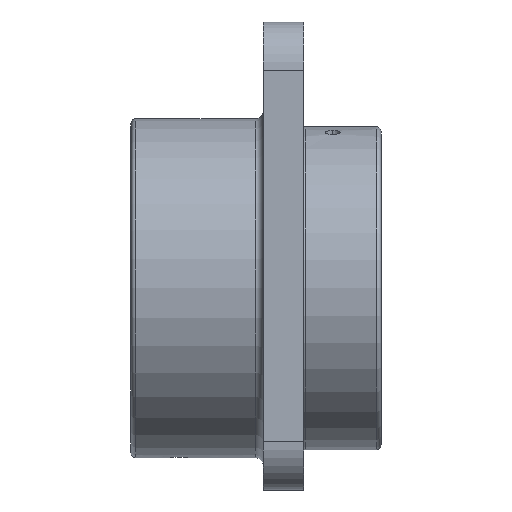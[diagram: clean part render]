
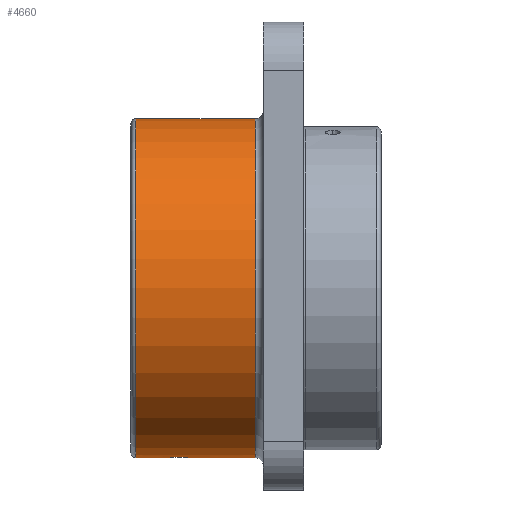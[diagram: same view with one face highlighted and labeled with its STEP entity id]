
A CAD part, left-side view. The second image highlights one B-rep face of the part: STEP entity #4660.
In plain terms, the highlighted cylindrical face has radius 105 mm (diameter 210 mm), a partial arc.
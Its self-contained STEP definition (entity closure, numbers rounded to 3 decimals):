
#16 = CYLINDRICAL_SURFACE ( 'NONE', #5249, 105. ) ;
#76 = VERTEX_POINT ( 'NONE', #1102 ) ;
#88 = CARTESIAN_POINT ( 'NONE',  ( -2.254, 57.857, -104.977 ) ) ;
#116 = CARTESIAN_POINT ( 'NONE',  ( 0., 91.5, -105. ) ) ;
#181 = CARTESIAN_POINT ( 'NONE',  ( -0.457, 57.5, -105. ) ) ;
#213 = CARTESIAN_POINT ( 'NONE',  ( 0., 57.5, -105. ) ) ;
#217 = CARTESIAN_POINT ( 'NONE',  ( -5.566, 60.23, -104.853 ) ) ;
#300 = CARTESIAN_POINT ( 'NONE',  ( -3.105, 70.79, -104.955 ) ) ;
#307 = CARTESIAN_POINT ( 'NONE',  ( 0., 71.5, -105. ) ) ;
#337 = CARTESIAN_POINT ( 'NONE',  ( -2.47, 71.054, -104.971 ) ) ;
#431 = VECTOR ( 'NONE', #2378, 1000. ) ;
#467 = CARTESIAN_POINT ( 'NONE',  ( 0., 17.5, -105. ) ) ;
#582 = CARTESIAN_POINT ( 'NONE',  ( -6.954, 63.58, -104.769 ) ) ;
#658 = LINE ( 'NONE', #4882, #1457 ) ;
#735 = CARTESIAN_POINT ( 'NONE',  ( -6.283, 67.595, -104.812 ) ) ;
#899 = DIRECTION ( 'NONE',  ( 0., 0., 1. ) ) ;
#910 = CARTESIAN_POINT ( 'NONE',  ( 0., 94.5, -105. ) ) ;
#944 = CARTESIAN_POINT ( 'NONE',  ( 0., 94.5, -105. ) ) ;
#1102 = CARTESIAN_POINT ( 'NONE',  ( 0., 17.5, 105. ) ) ;
#1111 = CARTESIAN_POINT ( 'NONE',  ( -4.623, 59.224, -104.899 ) ) ;
#1266 = CARTESIAN_POINT ( 'NONE',  ( -4.269, 70.067, -104.914 ) ) ;
#1317 = AXIS2_PLACEMENT_3D ( 'NONE', #3191, #3136, #4140 ) ;
#1356 = ORIENTED_EDGE ( 'NONE', *, *, #5511, .T. ) ;
#1382 = VERTEX_POINT ( 'NONE', #307 ) ;
#1440 = EDGE_CURVE ( 'NONE', #3464, #5911, #3135, .T. ) ;
#1457 = VECTOR ( 'NONE', #3977, 1000. ) ;
#1565 = CARTESIAN_POINT ( 'NONE',  ( -5.946, 60.799, -104.832 ) ) ;
#1598 = CARTESIAN_POINT ( 'NONE',  ( 0., 57.5, -105. ) ) ;
#1669 = ORIENTED_EDGE ( 'NONE', *, *, #2691, .F. ) ;
#1773 = CARTESIAN_POINT ( 'NONE',  ( -4.629, 69.771, -104.898 ) ) ;
#1814 = CARTESIAN_POINT ( 'NONE',  ( 0., 17.5, 0. ) ) ;
#2101 = ORIENTED_EDGE ( 'NONE', *, *, #1440, .T. ) ;
#2103 = CARTESIAN_POINT ( 'NONE',  ( -1.589, 71.321, -104.988 ) ) ;
#2150 = VERTEX_POINT ( 'NONE', #213 ) ;
#2165 = CARTESIAN_POINT ( 'NONE',  ( -6.067, 67.999, -104.825 ) ) ;
#2378 = DIRECTION ( 'NONE',  ( 0., -1., 0. ) ) ;
#2516 = CARTESIAN_POINT ( 'NONE',  ( -6.064, 60.995, -104.825 ) ) ;
#2608 = ORIENTED_EDGE ( 'NONE', *, *, #5295, .T. ) ;
#2691 = EDGE_CURVE ( 'NONE', #3464, #76, #658, .T. ) ;
#2832 = EDGE_LOOP ( 'NONE', ( #1669, #2101, #2608, #1356, #3517, #4144, #4109 ) ) ;
#2900 = CARTESIAN_POINT ( 'NONE',  ( -6.281, 61.4, -104.812 ) ) ;
#2982 = CARTESIAN_POINT ( 'NONE',  ( -5.277, 59.877, -104.868 ) ) ;
#3010 = CARTESIAN_POINT ( 'NONE',  ( -3.505, 58.436, -104.942 ) ) ;
#3098 = CARTESIAN_POINT ( 'NONE',  ( -6.478, 67.182, -104.8 ) ) ;
#3130 = CARTESIAN_POINT ( 'NONE',  ( -5.274, 69.125, -104.868 ) ) ;
#3135 = CIRCLE ( 'NONE', #1317, 105. ) ;
#3136 = DIRECTION ( 'NONE',  ( 0., -1., 0. ) ) ;
#3155 = B_SPLINE_CURVE_WITH_KNOTS ( 'NONE', 3,
 ( #5017, #4476, #3559, #2103, #3962, #5375, #337, #300, #5342, #1266, #1773, #3130, #5786, #4054, #2165, #735, #3098, #4027, #5875, #4990, #3626, #5819, #3487 ),
 .UNSPECIFIED., .F., .F.,
 ( 4, 2, 2, 2, 2, 2, 2, 2, 1, 2, 2, 4 ),
 ( 0., 0.001, 0.002, 0.003, 0.004, 0.005, 0.007, 0.008, 0.008, 0.009, 0.01, 0.011 ),
 .UNSPECIFIED. ) ;
#3162 = LINE ( 'NONE', #910, #4004 ) ;
#3184 = B_SPLINE_CURVE_WITH_KNOTS ( 'NONE', 3,
 ( #4268, #5197, #582, #3875, #4836, #5699, #2900, #2516, #1565, #217, #2982, #1111, #5261, #5289, #3010, #3462, #5315, #88, #5765, #3940, #181, #1598 ),
 .UNSPECIFIED., .F., .F.,
 ( 4, 2, 2, 2, 2, 2, 2, 2, 2, 2, 4 ),
 ( 0.011, 0.012, 0.014, 0.014, 0.015, 0.016, 0.018, 0.018, 0.019, 0.021, 0.022 ),
 .UNSPECIFIED. ) ;
#3191 = CARTESIAN_POINT ( 'NONE',  ( 0., 91.5, 0. ) ) ;
#3268 = FACE_OUTER_BOUND ( 'NONE', #2832, .T. ) ;
#3462 = CARTESIAN_POINT ( 'NONE',  ( -3.1, 58.22, -104.954 ) ) ;
#3464 = VERTEX_POINT ( 'NONE', #5132 ) ;
#3480 = EDGE_CURVE ( 'NONE', #4713, #2150, #3184, .T. ) ;
#3487 = CARTESIAN_POINT ( 'NONE',  ( -7., 64.5, -104.766 ) ) ;
#3517 = ORIENTED_EDGE ( 'NONE', *, *, #3480, .T. ) ;
#3559 = CARTESIAN_POINT ( 'NONE',  ( -0.918, 71.455, -104.997 ) ) ;
#3625 = DIRECTION ( 'NONE',  ( 0., 0., -1. ) ) ;
#3626 = CARTESIAN_POINT ( 'NONE',  ( -6.956, 65.411, -104.769 ) ) ;
#3671 = CARTESIAN_POINT ( 'NONE',  ( 0., 94.5, 0. ) ) ;
#3875 = CARTESIAN_POINT ( 'NONE',  ( -6.775, 62.682, -104.781 ) ) ;
#3940 = CARTESIAN_POINT ( 'NONE',  ( -0.921, 57.546, -104.997 ) ) ;
#3962 = CARTESIAN_POINT ( 'NONE',  ( -1.811, 71.266, -104.985 ) ) ;
#3977 = DIRECTION ( 'NONE',  ( 0., -1., 0. ) ) ;
#4004 = VECTOR ( 'NONE', #5094, 1000. ) ;
#4027 = CARTESIAN_POINT ( 'NONE',  ( -6.632, 66.752, -104.79 ) ) ;
#4054 = CARTESIAN_POINT ( 'NONE',  ( -5.948, 68.198, -104.831 ) ) ;
#4103 = VERTEX_POINT ( 'NONE', #467 ) ;
#4109 = ORIENTED_EDGE ( 'NONE', *, *, #4915, .T. ) ;
#4140 = DIRECTION ( 'NONE',  ( 0., 0., 1. ) ) ;
#4144 = ORIENTED_EDGE ( 'NONE', *, *, #4682, .T. ) ;
#4161 = CARTESIAN_POINT ( 'NONE',  ( -7., 64.5, -104.766 ) ) ;
#4268 = CARTESIAN_POINT ( 'NONE',  ( -7., 64.5, -104.766 ) ) ;
#4476 = CARTESIAN_POINT ( 'NONE',  ( -0.463, 71.5, -105. ) ) ;
#4626 = LINE ( 'NONE', #944, #431 ) ;
#4660 = ADVANCED_FACE ( 'NONE', ( #3268 ), #16, .T. ) ;
#4682 = EDGE_CURVE ( 'NONE', #2150, #4103, #3162, .T. ) ;
#4713 = VERTEX_POINT ( 'NONE', #4161 ) ;
#4836 = CARTESIAN_POINT ( 'NONE',  ( -6.643, 62.246, -104.79 ) ) ;
#4882 = CARTESIAN_POINT ( 'NONE',  ( 0., 94.5, 105. ) ) ;
#4915 = EDGE_CURVE ( 'NONE', #4103, #76, #5344, .T. ) ;
#4990 = CARTESIAN_POINT ( 'NONE',  ( -6.821, 66.089, -104.778 ) ) ;
#5017 = CARTESIAN_POINT ( 'NONE',  ( 0., 71.5, -105. ) ) ;
#5069 = DIRECTION ( 'NONE',  ( 0., -1., 0. ) ) ;
#5094 = DIRECTION ( 'NONE',  ( 0., -1., 0. ) ) ;
#5132 = CARTESIAN_POINT ( 'NONE',  ( 0., 91.5, 105. ) ) ;
#5197 = CARTESIAN_POINT ( 'NONE',  ( -7., 64.043, -104.766 ) ) ;
#5249 = AXIS2_PLACEMENT_3D ( 'NONE', #3671, #5069, #3625 ) ;
#5261 = CARTESIAN_POINT ( 'NONE',  ( -4.269, 58.934, -104.914 ) ) ;
#5289 = CARTESIAN_POINT ( 'NONE',  ( -3.701, 58.554, -104.935 ) ) ;
#5295 = EDGE_CURVE ( 'NONE', #5911, #1382, #4626, .T. ) ;
#5315 = CARTESIAN_POINT ( 'NONE',  ( -2.89, 58.12, -104.96 ) ) ;
#5342 = CARTESIAN_POINT ( 'NONE',  ( -3.508, 70.575, -104.942 ) ) ;
#5344 = CIRCLE ( 'NONE', #5822, 105. ) ;
#5375 = CARTESIAN_POINT ( 'NONE',  ( -2.251, 71.132, -104.976 ) ) ;
#5494 = DIRECTION ( 'NONE',  ( 0., 1., 0. ) ) ;
#5511 = EDGE_CURVE ( 'NONE', #1382, #4713, #3155, .T. ) ;
#5699 = CARTESIAN_POINT ( 'NONE',  ( -6.38, 61.61, -104.806 ) ) ;
#5765 = CARTESIAN_POINT ( 'NONE',  ( -1.818, 57.725, -104.985 ) ) ;
#5786 = CARTESIAN_POINT ( 'NONE',  ( -5.564, 68.772, -104.853 ) ) ;
#5819 = CARTESIAN_POINT ( 'NONE',  ( -7., 64.957, -104.766 ) ) ;
#5822 = AXIS2_PLACEMENT_3D ( 'NONE', #1814, #5494, #899 ) ;
#5875 = CARTESIAN_POINT ( 'NONE',  ( -6.765, 66.314, -104.782 ) ) ;
#5911 = VERTEX_POINT ( 'NONE', #116 ) ;
